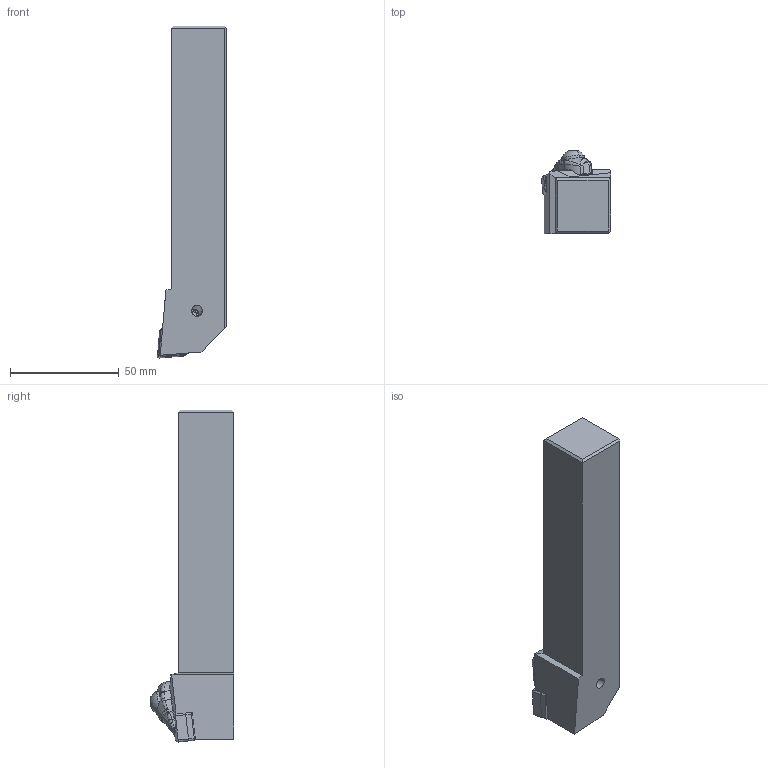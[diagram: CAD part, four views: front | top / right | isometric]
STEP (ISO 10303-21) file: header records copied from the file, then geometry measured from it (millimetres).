
FILE_DESCRIPTION(/* description */ (''),/* implementation_level */ '2;1');
FILE_NAME(/* name */ 'DCLNR-164_IR0_031.stp',/* time_stamp */ '2023-02-09T11:32:15+09:00',/* author */ (''),/* organization */ (''),/* preprocessor_version */ 'ST-DEVELOPER v16',/* originating_system */ 'SIEMENS PLM Software NX 10.0',/* authorisation */ '');
FILE_SCHEMA (('AUTOMOTIVE_DESIGN { 1 0 10303 214 3 1 1 1 }'));
Length unit declared in the file: millimetre
Products named in the file (1): DCLNR-164_IR0_031_ASM
Bounding box: 31.75 x 38.34 x 152.4 mm (x, y, z)
Volume: 100190 mm3; surface area: 19915.4 mm2
Topology: 2 solids, 2 shells, 264 faces, 740 edges, 488 vertices
Faces by surface type: cylinder 93, plane 78, bspline 59, cone 16, torus 14, sphere 4
Entity records: 11893 total; most frequent: CARTESIAN_POINT 5362, ORIENTED_EDGE 1448, DIRECTION 1257, EDGE_CURVE 724, AXIS2_PLACEMENT_3D 501, VERTEX_POINT 471, EDGE_LOOP 277, CIRCLE 266
